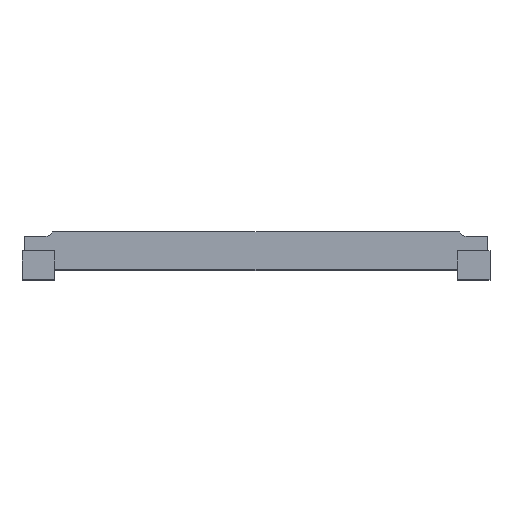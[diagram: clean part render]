
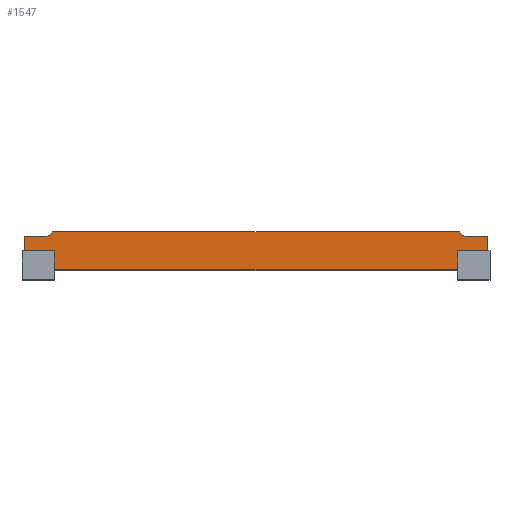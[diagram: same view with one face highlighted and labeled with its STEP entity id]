
A CAD part, top view. The second image highlights one B-rep face of the part: STEP entity #1547.
In plain terms, the highlighted planar face has unit normal (0, 0, 1).
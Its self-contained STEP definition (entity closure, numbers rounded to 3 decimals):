
#97=CIRCLE('',#1683,1.);
#98=CIRCLE('',#1684,1.);
#99=CIRCLE('',#1685,1.);
#160=FACE_OUTER_BOUND('',#242,.T.);
#242=EDGE_LOOP('',(#1252,#1253,#1254,#1255,#1256,#1257,#1258,#1259,#1260,
#1261,#1262,#1263,#1264,#1265,#1266,#1267,#1268,#1269,#1270));
#279=LINE('',#2177,#446);
#284=LINE('',#2190,#451);
#289=LINE('',#2198,#456);
#375=LINE('',#2451,#542);
#377=LINE('',#2456,#544);
#382=LINE('',#2464,#549);
#383=LINE('',#2468,#550);
#384=LINE('',#2470,#551);
#385=LINE('',#2472,#552);
#386=LINE('',#2476,#553);
#387=LINE('',#2480,#554);
#388=LINE('',#2482,#555);
#389=LINE('',#2483,#556);
#390=LINE('',#2485,#557);
#391=LINE('',#2487,#558);
#392=LINE('',#2489,#559);
#446=VECTOR('',#1735,10.);
#451=VECTOR('',#1746,10.);
#456=VECTOR('',#1755,10.);
#542=VECTOR('',#2001,10.);
#544=VECTOR('',#2005,10.);
#549=VECTOR('',#2014,10.);
#550=VECTOR('',#2019,10.);
#551=VECTOR('',#2020,10.);
#552=VECTOR('',#2021,10.);
#553=VECTOR('',#2024,10.);
#554=VECTOR('',#2027,10.);
#555=VECTOR('',#2028,10.);
#556=VECTOR('',#2029,10.);
#557=VECTOR('',#2030,10.);
#558=VECTOR('',#2031,10.);
#559=VECTOR('',#2032,10.);
#610=VERTEX_POINT('',#2169);
#613=VERTEX_POINT('',#2175);
#616=VERTEX_POINT('',#2183);
#618=VERTEX_POINT('',#2188);
#700=VERTEX_POINT('',#2436);
#701=VERTEX_POINT('',#2437);
#705=VERTEX_POINT('',#2446);
#708=VERTEX_POINT('',#2454);
#710=VERTEX_POINT('',#2467);
#711=VERTEX_POINT('',#2469);
#712=VERTEX_POINT('',#2471);
#713=VERTEX_POINT('',#2473);
#714=VERTEX_POINT('',#2475);
#715=VERTEX_POINT('',#2477);
#716=VERTEX_POINT('',#2479);
#717=VERTEX_POINT('',#2481);
#718=VERTEX_POINT('',#2484);
#719=VERTEX_POINT('',#2486);
#720=VERTEX_POINT('',#2488);
#761=EDGE_CURVE('',#610,#613,#279,.T.);
#767=EDGE_CURVE('',#616,#618,#284,.T.);
#772=EDGE_CURVE('',#618,#610,#289,.T.);
#898=EDGE_CURVE('',#705,#700,#375,.T.);
#900=EDGE_CURVE('',#701,#708,#377,.T.);
#905=EDGE_CURVE('',#708,#705,#382,.T.);
#906=EDGE_CURVE('',#710,#613,#383,.T.);
#907=EDGE_CURVE('',#710,#711,#384,.T.);
#908=EDGE_CURVE('',#712,#711,#385,.T.);
#909=EDGE_CURVE('',#713,#712,#97,.T.);
#910=EDGE_CURVE('',#714,#713,#386,.T.);
#911=EDGE_CURVE('',#714,#715,#98,.F.);
#912=EDGE_CURVE('',#716,#715,#387,.T.);
#913=EDGE_CURVE('',#717,#716,#388,.T.);
#914=EDGE_CURVE('',#701,#717,#389,.T.);
#915=EDGE_CURVE('',#718,#700,#390,.T.);
#916=EDGE_CURVE('',#719,#718,#391,.T.);
#917=EDGE_CURVE('',#720,#719,#392,.T.);
#918=EDGE_CURVE('',#720,#616,#99,.F.);
#1252=ORIENTED_EDGE('',*,*,#761,.T.);
#1253=ORIENTED_EDGE('',*,*,#906,.F.);
#1254=ORIENTED_EDGE('',*,*,#907,.T.);
#1255=ORIENTED_EDGE('',*,*,#908,.F.);
#1256=ORIENTED_EDGE('',*,*,#909,.F.);
#1257=ORIENTED_EDGE('',*,*,#910,.F.);
#1258=ORIENTED_EDGE('',*,*,#911,.T.);
#1259=ORIENTED_EDGE('',*,*,#912,.F.);
#1260=ORIENTED_EDGE('',*,*,#913,.F.);
#1261=ORIENTED_EDGE('',*,*,#914,.F.);
#1262=ORIENTED_EDGE('',*,*,#900,.T.);
#1263=ORIENTED_EDGE('',*,*,#905,.T.);
#1264=ORIENTED_EDGE('',*,*,#898,.T.);
#1265=ORIENTED_EDGE('',*,*,#915,.F.);
#1266=ORIENTED_EDGE('',*,*,#916,.F.);
#1267=ORIENTED_EDGE('',*,*,#917,.F.);
#1268=ORIENTED_EDGE('',*,*,#918,.T.);
#1269=ORIENTED_EDGE('',*,*,#767,.T.);
#1270=ORIENTED_EDGE('',*,*,#772,.T.);
#1482=PLANE('',#1682);
#1547=ADVANCED_FACE('',(#160),#1482,.T.);
#1682=AXIS2_PLACEMENT_3D('',#2466,#2017,#2018);
#1683=AXIS2_PLACEMENT_3D('',#2474,#2022,#2023);
#1684=AXIS2_PLACEMENT_3D('',#2478,#2025,#2026);
#1685=AXIS2_PLACEMENT_3D('',#2490,#2033,#2034);
#1735=DIRECTION('',(0.,-1.,0.));
#1746=DIRECTION('',(0.,1.,0.));
#1755=DIRECTION('',(1.,0.,0.));
#2001=DIRECTION('',(0.,-1.,0.));
#2005=DIRECTION('',(0.,1.,0.));
#2014=DIRECTION('',(1.,0.,0.));
#2017=DIRECTION('center_axis',(0.,0.,1.));
#2018=DIRECTION('ref_axis',(1.,0.,0.));
#2019=DIRECTION('',(-1.,0.,0.));
#2020=DIRECTION('',(0.,1.,0.));
#2021=DIRECTION('',(1.,0.,0.));
#2022=DIRECTION('center_axis',(0.,0.,1.));
#2023=DIRECTION('ref_axis',(-0.866,-0.5,0.));
#2024=DIRECTION('',(1.,0.,0.));
#2025=DIRECTION('center_axis',(0.,0.,1.));
#2026=DIRECTION('ref_axis',(0.866,-0.5,0.));
#2027=DIRECTION('',(1.,0.,0.));
#2028=DIRECTION('',(0.,1.,0.));
#2029=DIRECTION('',(-1.,0.,0.));
#2030=DIRECTION('',(-1.,0.,0.));
#2031=DIRECTION('',(0.,1.,0.));
#2032=DIRECTION('',(-1.,0.,0.));
#2033=DIRECTION('center_axis',(0.,0.,1.));
#2034=DIRECTION('ref_axis',(-0.866,0.5,0.));
#2169=CARTESIAN_POINT('',(45.789,0.,39.9));
#2175=CARTESIAN_POINT('',(45.789,-1.5,39.9));
#2177=CARTESIAN_POINT('',(45.789,0.,39.9));
#2183=CARTESIAN_POINT('',(44.211,-1.512,39.9));
#2188=CARTESIAN_POINT('',(44.211,0.,39.9));
#2190=CARTESIAN_POINT('',(44.211,0.,39.9));
#2198=CARTESIAN_POINT('',(44.25,0.,39.9));
#2436=CARTESIAN_POINT('',(-0.211,-1.5,39.9));
#2437=CARTESIAN_POINT('',(-1.789,-1.5,39.9));
#2446=CARTESIAN_POINT('',(-0.211,0.,39.9));
#2451=CARTESIAN_POINT('',(-0.211,0.,39.9));
#2454=CARTESIAN_POINT('',(-1.789,0.,39.9));
#2456=CARTESIAN_POINT('',(-1.789,0.,39.9));
#2464=CARTESIAN_POINT('',(21.25,0.,39.9));
#2466=CARTESIAN_POINT('Origin',(43.5,0.,39.9));
#2467=CARTESIAN_POINT('',(46.5,-1.5,39.9));
#2468=CARTESIAN_POINT('',(43.5,-1.5,39.9));
#2469=CARTESIAN_POINT('',(46.5,1.5,39.9));
#2470=CARTESIAN_POINT('',(46.5,0.,39.9));
#2471=CARTESIAN_POINT('',(44.366,1.5,39.9));
#2472=CARTESIAN_POINT('',(43.5,1.5,39.9));
#2473=CARTESIAN_POINT('',(43.5,2.,39.9));
#2474=CARTESIAN_POINT('Origin',(44.366,2.5,39.9));
#2475=CARTESIAN_POINT('',(0.5,2.,39.9));
#2476=CARTESIAN_POINT('',(0.5,2.,39.9));
#2477=CARTESIAN_POINT('',(-0.366,1.5,39.9));
#2478=CARTESIAN_POINT('Origin',(-0.366,2.5,39.9));
#2479=CARTESIAN_POINT('',(-2.5,1.5,39.9));
#2480=CARTESIAN_POINT('',(-2.5,1.5,39.9));
#2481=CARTESIAN_POINT('',(-2.5,-1.5,39.9));
#2482=CARTESIAN_POINT('',(-2.5,0.,39.9));
#2483=CARTESIAN_POINT('',(-2.5,-1.5,39.9));
#2484=CARTESIAN_POINT('',(0.5,-1.5,39.9));
#2485=CARTESIAN_POINT('',(-2.5,-1.5,39.9));
#2486=CARTESIAN_POINT('',(0.5,-2.,39.9));
#2487=CARTESIAN_POINT('',(0.5,0.,39.9));
#2488=CARTESIAN_POINT('',(43.5,-2.,39.9));
#2489=CARTESIAN_POINT('',(0.5,-2.,39.9));
#2490=CARTESIAN_POINT('Origin',(44.366,-2.5,39.9));
